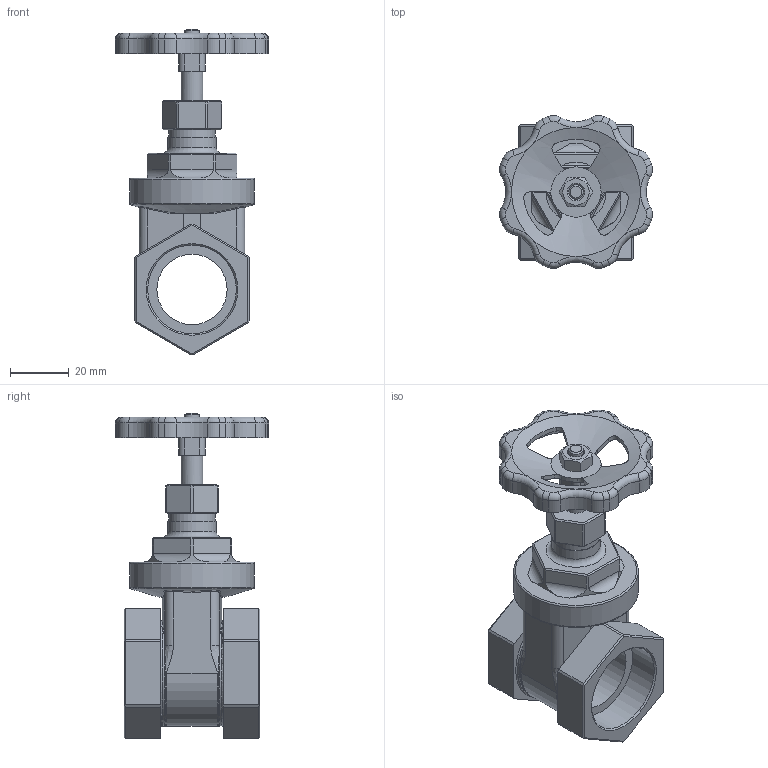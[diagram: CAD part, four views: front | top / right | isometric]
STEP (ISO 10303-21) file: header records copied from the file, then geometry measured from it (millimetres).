
FILE_DESCRIPTION(/* description */ ('Unknown'),/* implementation_level */ '2;1');
FILE_NAME(/* name */ '2030-06',/* time_stamp */ '2023-07-19T11:55:25+02:00',/* author */ ('Unknown'),/* organization */ ('Unknown'),/* preprocessor_version */ 'ST-DEVELOPER v18.102',/* originating_system */ 'Solid Edge',/* authorisation */ 'Unknown');
FILE_SCHEMA (('AUTOMOTIVE_DESIGN {1 0 10303 214 3 1 1}'));
Length unit declared in the file: millimetre
Products named in the file (4): 2030-06; 2030-06_Körper; 2030-06_Handrad; WUERTH 03226 hexagonal nut DIN 934  M6 A2 BLK_EDST
Assembly tree (3 placements, depth 2):
  2030-06
    2030-06_Körper
    2030-06_Handrad
    WUERTH 03226 hexagonal nut DIN 934  M6 A2 BLK_EDST
Bounding box: 52.26 x 52.26 x 111.07 mm (x, y, z)
Volume: 68835.9 mm3; surface area: 24210.1 mm2
Topology: 3 solids, 3 shells, 291 faces, 757 edges, 481 vertices
Faces by surface type: plane 143, cylinder 81, torus 42, bspline 14, cone 11
Full cylindrical faces by diameter (mm): 4.917 x1, 5 x1, 7.5 x1, 16 x1, 16.5 x1, 24 x1, 30.291 x2, 42.5 x1, 44 x1
Entity records: 9162 total; most frequent: CARTESIAN_POINT 2005, DIRECTION 1466, ORIENTED_EDGE 1436, EDGE_CURVE 718, AXIS2_PLACEMENT_3D 544, VERTEX_POINT 469, LINE 378, VECTOR 378
